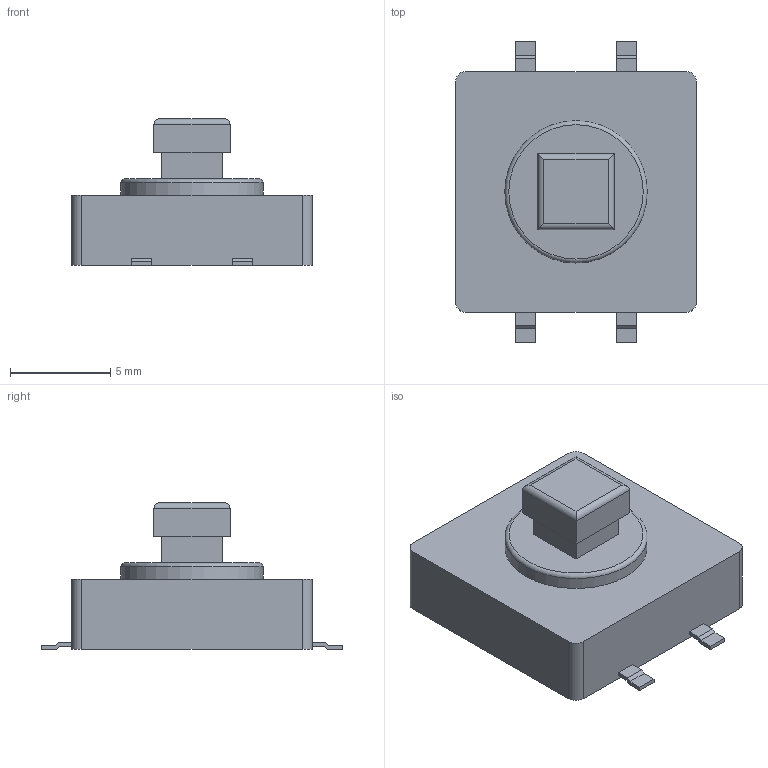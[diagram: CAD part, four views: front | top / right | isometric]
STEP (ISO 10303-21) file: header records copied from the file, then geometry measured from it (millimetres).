
FILE_DESCRIPTION(('FreeCAD Model'),'2;1');
FILE_NAME('Open CASCADE Shape Model','2021-12-28T20:33:02',('Author'),( ''),'Open CASCADE STEP processor 7.5','FreeCAD','Unknown');
FILE_SCHEMA(('AUTOMOTIVE_DESIGN { 1 0 10303 214 1 1 1 1 }'));
Length unit declared in the file: millimetre
Products named in the file (9): Bez_nazwy; Fillet; Fillet001; Kostka001; Fillet002; Extrude; Extrude001; Extrude002; Extrude003
Assembly tree (8 placements, depth 2):
  Bez_nazwy
    Fillet
    Fillet001
    Kostka001
    Fillet002
    Extrude
    Extrude001
    Extrude002
    Extrude003
Bounding box: 12 x 15 x 7.3 mm (x, y, z)
Volume: 571.9 mm3; surface area: 650.5 mm2
Topology: 8 solids, 8 shells, 70 faces, 157 edges, 103 vertices
Faces by surface type: plane 60, cylinder 9, torus 1
Full cylindrical faces by diameter (mm): 7.1 x1
Entity records: 4228 total; most frequent: CARTESIAN_POINT 730, DIRECTION 631, LINE 435, VECTOR 435, ORIENTED_EDGE 314, PCURVE 314, DEFINITIONAL_REPRESENTATION 314, EDGE_CURVE 157
